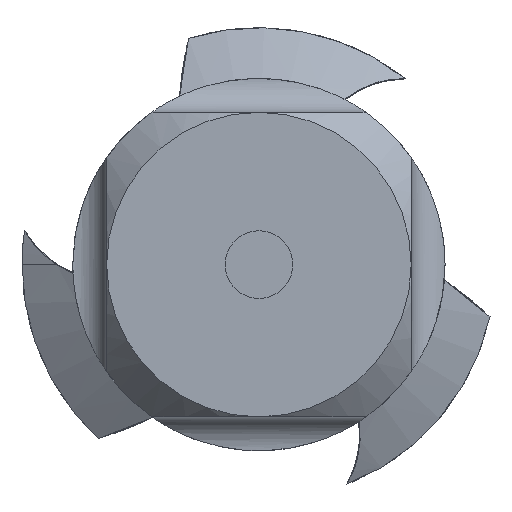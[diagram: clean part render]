
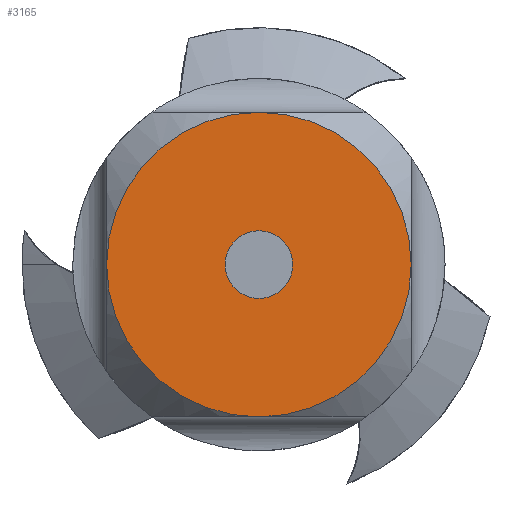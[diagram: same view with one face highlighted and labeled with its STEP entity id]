
A CAD part, front view. The second image highlights one B-rep face of the part: STEP entity #3165.
In plain terms, the highlighted planar face has unit normal (0, -1, 0).
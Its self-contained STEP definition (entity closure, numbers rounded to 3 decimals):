
#341 = CARTESIAN_POINT ( 'NONE',  ( 0.003, 0., 4.5 ) ) ;
#367 = DIRECTION ( 'NONE',  ( -1., 0., 0. ) ) ;
#410 = EDGE_LOOP ( 'NONE', ( #3548, #6326, #8490, #3402, #7354 ) ) ;
#574 = DIRECTION ( 'NONE',  ( 1., 0., 0. ) ) ;
#592 = EDGE_CURVE ( 'NONE', #2451, #2994, #1871, .T. ) ;
#663 = CARTESIAN_POINT ( 'NONE',  ( 1., 0., 0. ) ) ;
#961 = CIRCLE ( 'NONE', #8013, 4.5 ) ;
#1223 = DIRECTION ( 'NONE',  ( -1., 0., 0. ) ) ;
#1276 = DIRECTION ( 'NONE',  ( 0., 1., 0. ) ) ;
#1576 = CARTESIAN_POINT ( 'NONE',  ( -4.5, 0., 0. ) ) ;
#1834 = DIRECTION ( 'NONE',  ( 0., 1., 0. ) ) ;
#1871 = CIRCLE ( 'NONE', #4669, 4.5 ) ;
#1879 = EDGE_CURVE ( 'NONE', #2994, #6990, #7070, .T. ) ;
#1987 = DIRECTION ( 'NONE',  ( -1., 0., 0. ) ) ;
#2294 = DIRECTION ( 'NONE',  ( 0., 1., 0. ) ) ;
#2305 = EDGE_CURVE ( 'NONE', #11184, #9232, #8005, .T. ) ;
#2451 = VERTEX_POINT ( 'NONE', #1576 ) ;
#2833 = CIRCLE ( 'NONE', #5803, 1. ) ;
#2994 = VERTEX_POINT ( 'NONE', #3880 ) ;
#3014 = AXIS2_PLACEMENT_3D ( 'NONE', #6251, #1834, #5339 ) ;
#3165 = ADVANCED_FACE ( 'NONE', ( #6426, #10669 ), #9792, .F. ) ;
#3177 = AXIS2_PLACEMENT_3D ( 'NONE', #11105, #1276, #1223 ) ;
#3327 = EDGE_CURVE ( 'NONE', #6990, #9232, #961, .T. ) ;
#3402 = ORIENTED_EDGE ( 'NONE', *, *, #592, .F. ) ;
#3494 = VERTEX_POINT ( 'NONE', #10125 ) ;
#3548 = ORIENTED_EDGE ( 'NONE', *, *, #2305, .T. ) ;
#3880 = CARTESIAN_POINT ( 'NONE',  ( -4.5, 0., 0.003 ) ) ;
#3993 = CARTESIAN_POINT ( 'NONE',  ( -0.003, 0., -4.5 ) ) ;
#4398 = DIRECTION ( 'NONE',  ( 0., -1., 0. ) ) ;
#4442 = EDGE_CURVE ( 'NONE', #7311, #3494, #2833, .T. ) ;
#4669 = AXIS2_PLACEMENT_3D ( 'NONE', #9117, #6171, #8125 ) ;
#4770 = AXIS2_PLACEMENT_3D ( 'NONE', #9933, #5366, #1987 ) ;
#4860 = DIRECTION ( 'NONE',  ( 0., -1., 0. ) ) ;
#5003 = ORIENTED_EDGE ( 'NONE', *, *, #6555, .F. ) ;
#5273 = CARTESIAN_POINT ( 'NONE',  ( 0., 0., 0. ) ) ;
#5339 = DIRECTION ( 'NONE',  ( 0.001, 0., 1. ) ) ;
#5366 = DIRECTION ( 'NONE',  ( 0., 1., 0. ) ) ;
#5607 = AXIS2_PLACEMENT_3D ( 'NONE', #5273, #4398, #8038 ) ;
#5803 = AXIS2_PLACEMENT_3D ( 'NONE', #6596, #4860, #8382 ) ;
#6171 = DIRECTION ( 'NONE',  ( 0., 1., 0. ) ) ;
#6251 = CARTESIAN_POINT ( 'NONE',  ( -5.469, 0., -5.461 ) ) ;
#6326 = ORIENTED_EDGE ( 'NONE', *, *, #3327, .F. ) ;
#6426 = FACE_OUTER_BOUND ( 'NONE', #410, .T. ) ;
#6555 = EDGE_CURVE ( 'NONE', #3494, #7311, #9646, .T. ) ;
#6596 = CARTESIAN_POINT ( 'NONE',  ( 0., 0., 0. ) ) ;
#6793 = CIRCLE ( 'NONE', #4770, 4.5 ) ;
#6990 = VERTEX_POINT ( 'NONE', #341 ) ;
#7070 = CIRCLE ( 'NONE', #3177, 4.5 ) ;
#7311 = VERTEX_POINT ( 'NONE', #663 ) ;
#7354 = ORIENTED_EDGE ( 'NONE', *, *, #7969, .F. ) ;
#7518 = CARTESIAN_POINT ( 'NONE',  ( 0., 0., 0. ) ) ;
#7605 = AXIS2_PLACEMENT_3D ( 'NONE', #8364, #9412, #574 ) ;
#7969 = EDGE_CURVE ( 'NONE', #11184, #2451, #6793, .T. ) ;
#8005 = CIRCLE ( 'NONE', #5607, 4.5 ) ;
#8013 = AXIS2_PLACEMENT_3D ( 'NONE', #7518, #2294, #367 ) ;
#8038 = DIRECTION ( 'NONE',  ( -1., 0., 0. ) ) ;
#8125 = DIRECTION ( 'NONE',  ( -1., 0., 0. ) ) ;
#8364 = CARTESIAN_POINT ( 'NONE',  ( 0., 0., 0. ) ) ;
#8382 = DIRECTION ( 'NONE',  ( 1., 0., 0. ) ) ;
#8490 = ORIENTED_EDGE ( 'NONE', *, *, #1879, .F. ) ;
#9047 = ORIENTED_EDGE ( 'NONE', *, *, #4442, .F. ) ;
#9117 = CARTESIAN_POINT ( 'NONE',  ( 0., 0., 0. ) ) ;
#9232 = VERTEX_POINT ( 'NONE', #10558 ) ;
#9388 = EDGE_LOOP ( 'NONE', ( #9047, #5003 ) ) ;
#9412 = DIRECTION ( 'NONE',  ( 0., -1., 0. ) ) ;
#9646 = CIRCLE ( 'NONE', #7605, 1. ) ;
#9792 = PLANE ( 'NONE',  #3014 ) ;
#9933 = CARTESIAN_POINT ( 'NONE',  ( 0., 0., 0. ) ) ;
#10125 = CARTESIAN_POINT ( 'NONE',  ( -1., 0., 0. ) ) ;
#10558 = CARTESIAN_POINT ( 'NONE',  ( 4.5, 0., -0.003 ) ) ;
#10669 = FACE_BOUND ( 'NONE', #9388, .T. ) ;
#11105 = CARTESIAN_POINT ( 'NONE',  ( 0., 0., 0. ) ) ;
#11184 = VERTEX_POINT ( 'NONE', #3993 ) ;
